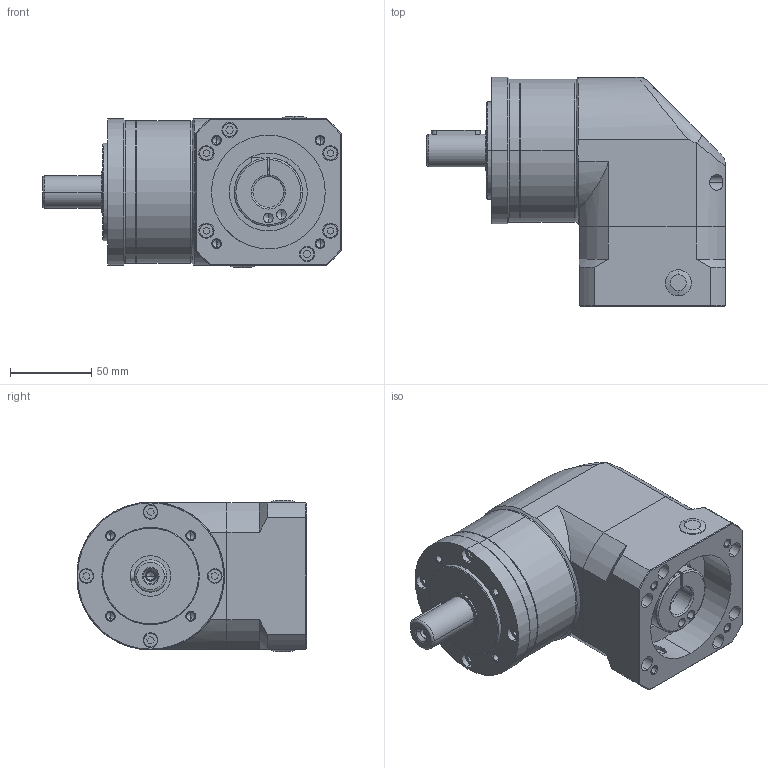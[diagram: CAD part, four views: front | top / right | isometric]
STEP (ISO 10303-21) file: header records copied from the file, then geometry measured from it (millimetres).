
FILE_DESCRIPTION (( 'STEP AP203' ), '1' );
FILE_NAME ('JAER090-L1-19-70-90-M6-A20.STEP', '2024-05-04T01:07:48', ( '微软用户' ), ( '微软中国' ), 'SwSTEP 2.0', 'SolidWorks 2018', '' );
FILE_SCHEMA (( 'CONFIG_CONTROL_DESIGN' ));
Length unit declared in the file: millimetre
Products named in the file (1): JAER090-L1-19-70-90-M6-A20
Bounding box: 184 x 141 x 93 mm (x, y, z)
Volume: 1186254.5 mm3; surface area: 156014.7 mm2
Topology: 24 solids, 24 shells, 560 faces, 1291 edges, 804 vertices
Faces by surface type: plane 242, cylinder 171, cone 73, torus 42, bspline 28, sphere 4
Entity records: 17359 total; most frequent: CARTESIAN_POINT 4628, DIRECTION 2716, ORIENTED_EDGE 2538, EDGE_CURVE 1269, AXIS2_PLACEMENT_3D 1044, VERTEX_POINT 804, EDGE_LOOP 629, VECTOR 628
